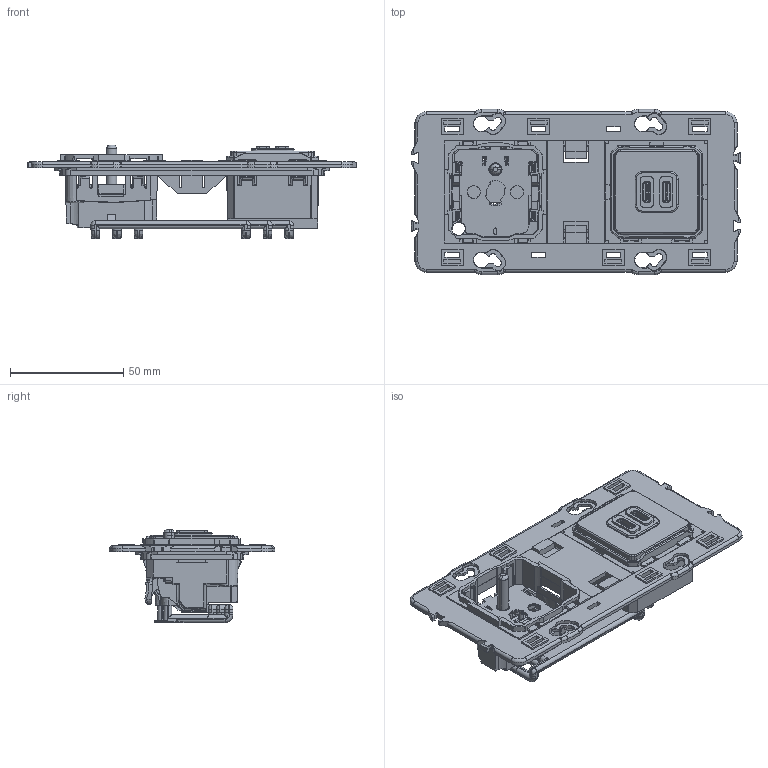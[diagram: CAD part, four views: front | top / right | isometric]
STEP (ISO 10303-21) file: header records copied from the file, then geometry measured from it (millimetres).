
FILE_DESCRIPTION(('CATIA V5 STEP Exchange','CAx-IF Rec.Pracs.--- Model Styling and Organization---1.5--- 2016-08-15','CAx-IF Rec.Pracs.---Supplemental Geometry---1.0---2011-11-01','CAx-IF Rec.Pracs.--- Composite Materials ---1.1---2010-07-15'),'2;1');
FILE_NAME('CM0145s.stp','2024-03-22T07:31:13+00:00',('none'),('none'),'CATIA Version 5-6 Release 2020 SP3','CATIA V5 STEP AP214 v2','none');
FILE_SCHEMA(('AUTOMOTIVE_DESIGN { 1 0 10303 214 1 1 1 1 }'));
Products named in the file (1): CM0145s
Bounding box: 145.15 x 72.94 x 41.42 mm (x, y, z)
Volume: 46801.4 mm3; surface area: 64725 mm2
Topology: 12 solids, 13 shells, 3699 faces, 10656 edges, 6893 vertices
Faces by surface type: plane 2008, cylinder 784, bspline 404, cone 339, torus 106, revolution 26, extrusion 16, sphere 16
Entity records: 139550 total; most frequent: CARTESIAN_POINT 54084, ORIENTED_EDGE 21225, DIRECTION 12129, EDGE_CURVE 10615, VERTEX_POINT 6893, VECTOR 6156, LINE 6140, EDGE_LOOP 3793
